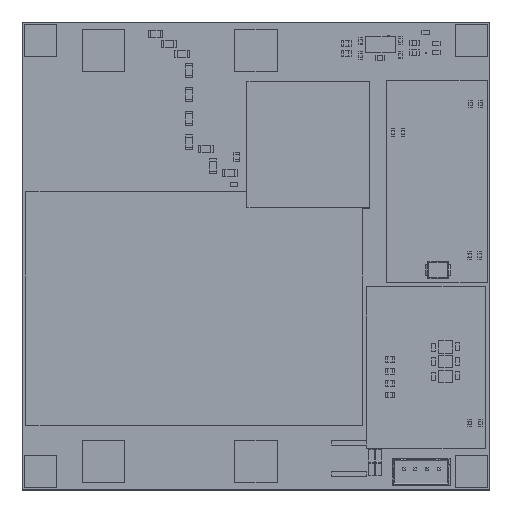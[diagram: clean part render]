
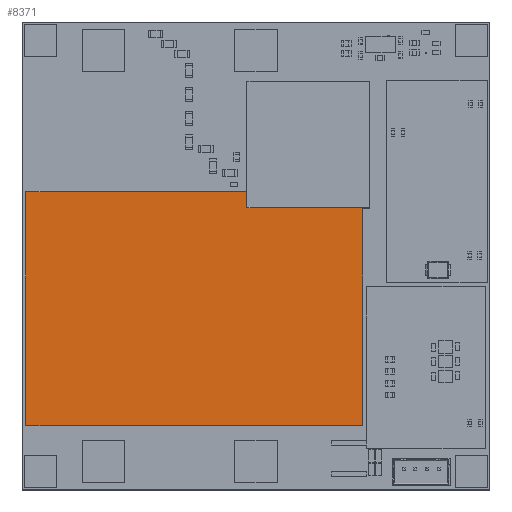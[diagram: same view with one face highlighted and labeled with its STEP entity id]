
A CAD part, top view. The second image highlights one B-rep face of the part: STEP entity #8371.
In plain terms, the highlighted planar face has unit normal (0, 0, 1).
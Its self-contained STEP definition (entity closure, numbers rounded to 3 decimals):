
#547=PLANE('',#9209);
#948=FACE_OUTER_BOUND('',#1557,.T.);
#1557=EDGE_LOOP('',(#6330,#6331,#6332,#6333));
#2006=LINE('',#12663,#2879);
#2009=LINE('',#12669,#2882);
#2012=LINE('',#12675,#2885);
#2015=LINE('',#12679,#2888);
#2879=VECTOR('',#10372,10.);
#2882=VECTOR('',#10377,10.);
#2885=VECTOR('',#10382,10.);
#2888=VECTOR('',#10387,10.);
#4075=VERTEX_POINT('',#12660);
#4076=VERTEX_POINT('',#12662);
#4078=VERTEX_POINT('',#12668);
#4080=VERTEX_POINT('',#12674);
#4902=EDGE_CURVE('',#4076,#4075,#2006,.T.);
#4905=EDGE_CURVE('',#4078,#4076,#2009,.T.);
#4908=EDGE_CURVE('',#4080,#4078,#2012,.T.);
#4911=EDGE_CURVE('',#4075,#4080,#2015,.T.);
#6330=ORIENTED_EDGE('',*,*,#4911,.T.);
#6331=ORIENTED_EDGE('',*,*,#4908,.T.);
#6332=ORIENTED_EDGE('',*,*,#4905,.T.);
#6333=ORIENTED_EDGE('',*,*,#4902,.T.);
#8371=ADVANCED_FACE('',(#948),#547,.T.);
#9209=AXIS2_PLACEMENT_3D('',#12680,#10388,#10389);
#10372=DIRECTION('',(-1.,0.,0.));
#10377=DIRECTION('',(0.,1.,0.));
#10382=DIRECTION('',(1.,0.,0.));
#10387=DIRECTION('',(0.,-1.,0.));
#10388=DIRECTION('center_axis',(0.,0.,1.));
#10389=DIRECTION('ref_axis',(1.,0.,0.));
#12660=CARTESIAN_POINT('',(-4.955,20.75,0.1));
#12662=CARTESIAN_POINT('',(67.045,20.75,0.1));
#12663=CARTESIAN_POINT('',(67.045,20.75,0.1));
#12668=CARTESIAN_POINT('',(67.045,-29.25,0.1));
#12669=CARTESIAN_POINT('',(67.045,-29.25,0.1));
#12674=CARTESIAN_POINT('',(-4.955,-29.25,0.1));
#12675=CARTESIAN_POINT('',(-4.955,-29.25,0.1));
#12679=CARTESIAN_POINT('',(-4.955,20.75,0.1));
#12680=CARTESIAN_POINT('Origin',(31.045,-4.25,0.1));
